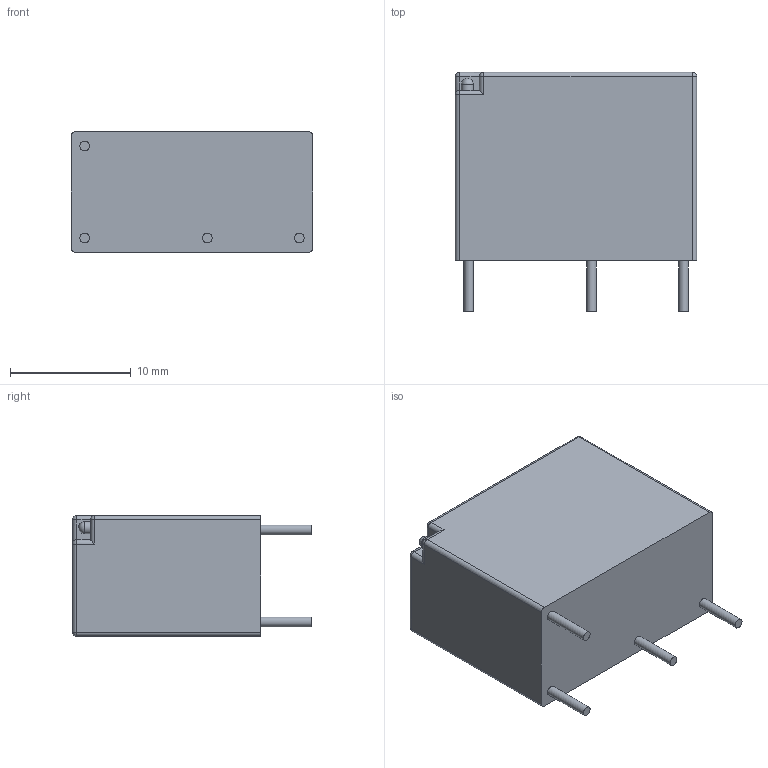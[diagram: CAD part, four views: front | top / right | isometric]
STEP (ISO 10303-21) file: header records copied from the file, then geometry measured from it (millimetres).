
FILE_DESCRIPTION(/* description */ (''),/* implementation_level */ '2;1');
FILE_NAME(/* name */ 'Relay ALQ305 v5.step',/* time_stamp */ '2020-08-08T17:14:43+06:00',/* author */ (''),/* organization */ (''),/* preprocessor_version */ 'ST-DEVELOPER v18.1',/* originating_system */ 'Autodesk Translation Framework v9.3.0.1241',/* authorisation */ '');
FILE_SCHEMA (('AUTOMOTIVE_DESIGN { 1 0 10303 214 3 1 1 }'));
Length unit declared in the file: millimetre
Products named in the file (1): Relay ALQ305
Bounding box: 20 x 19.8 x 10 mm (x, y, z)
Volume: 3119.8 mm3; surface area: 1361.2 mm2
Topology: 1 solids, 1 shells, 39 faces, 78 edges, 45 vertices
Faces by surface type: cylinder 19, plane 13, sphere 7
Full cylindrical faces by diameter (mm): 0.8 x4, 1 x1
Entity records: 1051 total; most frequent: DIRECTION 194, CARTESIAN_POINT 162, ORIENTED_EDGE 154, EDGE_CURVE 77, AXIS2_PLACEMENT_3D 77, VERTEX_POINT 45, EDGE_LOOP 44, LINE 40
